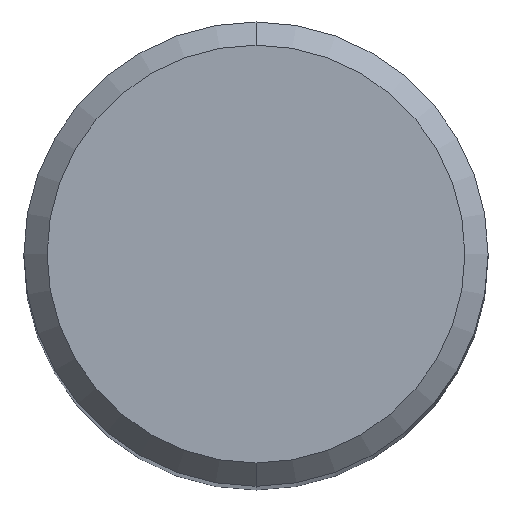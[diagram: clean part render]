
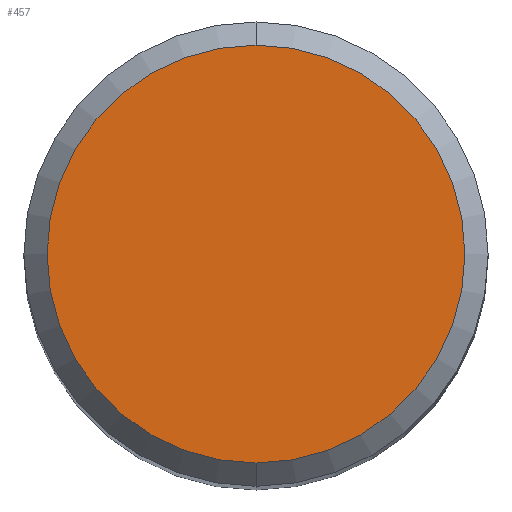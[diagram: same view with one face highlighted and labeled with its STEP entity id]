
A CAD part, top view. The second image highlights one B-rep face of the part: STEP entity #457.
In plain terms, the highlighted planar face has unit normal (0, 0, 1).
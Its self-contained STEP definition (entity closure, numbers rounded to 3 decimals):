
#249=EDGE_CURVE('',#411,#445,#558,.T.);
#339=EDGE_CURVE('',#445,#411,#662,.T.);
#411=VERTEX_POINT('',#745);
#445=VERTEX_POINT('',#781);
#457=ADVANCED_FACE('',(#793),#794,.T.);
#558=CIRCLE('',#1025,5.4);
#662=CIRCLE('',#1194,5.4);
#745=CARTESIAN_POINT('',(0.0,5.4,0.0));
#781=CARTESIAN_POINT('',(0.,-5.4,0.0));
#793=FACE_OUTER_BOUND('',#1484,.T.);
#794=PLANE('',#1485);
#1025=AXIS2_PLACEMENT_3D('',#1548,#1549,#1550);
#1194=AXIS2_PLACEMENT_3D('',#1696,#1697,#1698);
#1484=EDGE_LOOP('',(#1864,#1865));
#1485=AXIS2_PLACEMENT_3D('',#1866,#1867,#1868);
#1548=CARTESIAN_POINT('',(0.0,0.0,0.0));
#1549=DIRECTION('',(0.0,0.0,-1.0));
#1550=DIRECTION('',(0.0,1.0,0.0));
#1696=CARTESIAN_POINT('',(0.0,0.0,0.0));
#1697=DIRECTION('',(0.0,0.0,-1.0));
#1698=DIRECTION('',(0.0,1.0,0.0));
#1864=ORIENTED_EDGE('',*,*,#249,.F.);
#1865=ORIENTED_EDGE('',*,*,#339,.F.);
#1866=CARTESIAN_POINT('',(0.0,2.7,0.0));
#1867=DIRECTION('',(-0.0,0.0,1.0));
#1868=DIRECTION('',(0.0,-1.0,0.0));
